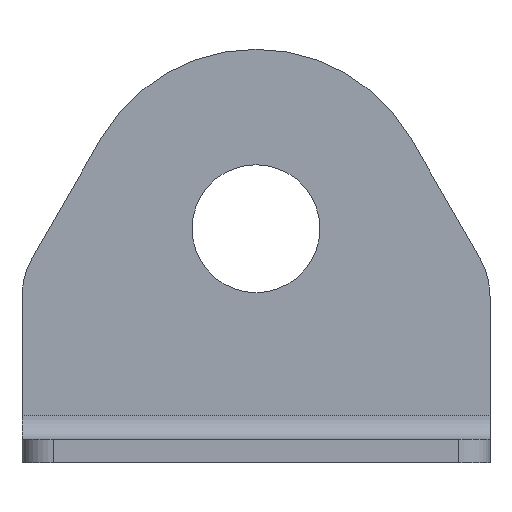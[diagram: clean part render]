
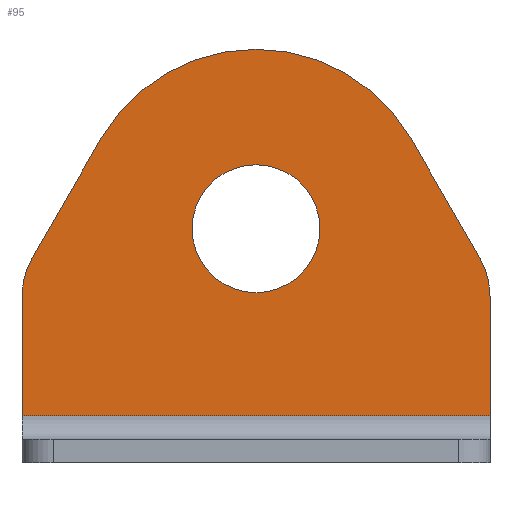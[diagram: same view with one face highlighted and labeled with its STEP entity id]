
A CAD part, front view. The second image highlights one B-rep face of the part: STEP entity #95.
In plain terms, the highlighted planar face has unit normal (0, -1, 0).
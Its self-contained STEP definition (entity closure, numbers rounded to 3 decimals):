
#23 = CARTESIAN_POINT ( 'NONE',  ( 10., 1.75, 9.91 ) ) ;
#29 = FACE_BOUND ( 'NONE', #627, .T. ) ;
#32 = AXIS2_PLACEMENT_3D ( 'NONE', #62, #357, #379 ) ;
#35 = DIRECTION ( 'NONE',  ( 1., 0., 0. ) ) ;
#41 = CARTESIAN_POINT ( 'NONE',  ( 15., 1.75, 2.25 ) ) ;
#50 = VERTEX_POINT ( 'NONE', #562 ) ;
#51 = CARTESIAN_POINT ( 'NONE',  ( -4.1, 1.75, 14.25 ) ) ;
#62 = CARTESIAN_POINT ( 'NONE',  ( 0., 1.75, -1. ) ) ;
#84 = AXIS2_PLACEMENT_3D ( 'NONE', #23, #721, #125 ) ;
#87 = EDGE_CURVE ( 'NONE', #1279, #901, #127, .T. ) ;
#95 = ADVANCED_FACE ( 'NONE', ( #29, #174 ), #1042, .T. ) ;
#99 = AXIS2_PLACEMENT_3D ( 'NONE', #996, #805, #406 ) ;
#125 = DIRECTION ( 'NONE',  ( 1., 0., 0. ) ) ;
#127 = CIRCLE ( 'NONE', #921, 4.1 ) ;
#145 = EDGE_CURVE ( 'NONE', #162, #1212, #1200, .T. ) ;
#146 = CIRCLE ( 'NONE', #369, 4.1 ) ;
#162 = VERTEX_POINT ( 'NONE', #641 ) ;
#163 = VERTEX_POINT ( 'NONE', #564 ) ;
#173 = CARTESIAN_POINT ( 'NONE',  ( 14.33, 1.75, 12.41 ) ) ;
#174 = FACE_OUTER_BOUND ( 'NONE', #1276, .T. ) ;
#198 = VERTEX_POINT ( 'NONE', #323 ) ;
#219 = CARTESIAN_POINT ( 'NONE',  ( 16.554, 1.75, 8.558 ) ) ;
#230 = CARTESIAN_POINT ( 'NONE',  ( 0., 1.75, 14.25 ) ) ;
#236 = ORIENTED_EDGE ( 'NONE', *, *, #931, .T. ) ;
#257 = ORIENTED_EDGE ( 'NONE', *, *, #532, .F. ) ;
#302 = LINE ( 'NONE', #949, #1180 ) ;
#316 = DIRECTION ( 'NONE',  ( 0.5, 0., -0.866 ) ) ;
#323 = CARTESIAN_POINT ( 'NONE',  ( -14.33, 1.75, 12.41 ) ) ;
#325 = DIRECTION ( 'NONE',  ( 1., 0., 0. ) ) ;
#328 = CARTESIAN_POINT ( 'NONE',  ( 15., 1.75, -27.75 ) ) ;
#339 = ORIENTED_EDGE ( 'NONE', *, *, #714, .T. ) ;
#357 = DIRECTION ( 'NONE',  ( 0., -1., 0. ) ) ;
#369 = AXIS2_PLACEMENT_3D ( 'NONE', #230, #906, #325 ) ;
#372 = EDGE_CURVE ( 'NONE', #50, #392, #403, .T. ) ;
#379 = DIRECTION ( 'NONE',  ( 1., 0., 0. ) ) ;
#392 = VERTEX_POINT ( 'NONE', #41 ) ;
#399 = ORIENTED_EDGE ( 'NONE', *, *, #692, .T. ) ;
#403 = LINE ( 'NONE', #631, #1235 ) ;
#406 = DIRECTION ( 'NONE',  ( 1., 0., 0. ) ) ;
#436 = EDGE_CURVE ( 'NONE', #163, #50, #594, .T. ) ;
#496 = VERTEX_POINT ( 'NONE', #173 ) ;
#532 = EDGE_CURVE ( 'NONE', #198, #162, #302, .T. ) ;
#534 = CARTESIAN_POINT ( 'NONE',  ( 15., 1.75, 9.91 ) ) ;
#555 = DIRECTION ( 'NONE',  ( 0., -1., 0. ) ) ;
#562 = CARTESIAN_POINT ( 'NONE',  ( -15., 1.75, 2.25 ) ) ;
#564 = CARTESIAN_POINT ( 'NONE',  ( -15., 1.75, 9.91 ) ) ;
#585 = ORIENTED_EDGE ( 'NONE', *, *, #673, .F. ) ;
#594 = LINE ( 'NONE', #1034, #669 ) ;
#627 = EDGE_LOOP ( 'NONE', ( #1065, #585 ) ) ;
#629 = LINE ( 'NONE', #219, #994 ) ;
#630 = VECTOR ( 'NONE', #1003, 1000. ) ;
#631 = CARTESIAN_POINT ( 'NONE',  ( 0., 1.75, 2.25 ) ) ;
#640 = DIRECTION ( 'NONE',  ( 0., 0., -1. ) ) ;
#641 = CARTESIAN_POINT ( 'NONE',  ( -9.943, 1.75, 20.01 ) ) ;
#665 = DIRECTION ( 'NONE',  ( 1., 0., 0. ) ) ;
#669 = VECTOR ( 'NONE', #640, 1000. ) ;
#673 = EDGE_CURVE ( 'NONE', #901, #1279, #146, .T. ) ;
#692 = EDGE_CURVE ( 'NONE', #824, #496, #1071, .T. ) ;
#714 = EDGE_CURVE ( 'NONE', #392, #824, #796, .T. ) ;
#721 = DIRECTION ( 'NONE',  ( 0., -1., 0. ) ) ;
#750 = CARTESIAN_POINT ( 'NONE',  ( 0., 1.75, 14.25 ) ) ;
#759 = ORIENTED_EDGE ( 'NONE', *, *, #145, .F. ) ;
#796 = LINE ( 'NONE', #328, #630 ) ;
#805 = DIRECTION ( 'NONE',  ( 0., 1., 0. ) ) ;
#806 = ORIENTED_EDGE ( 'NONE', *, *, #1013, .F. ) ;
#818 = CARTESIAN_POINT ( 'NONE',  ( 9.943, 1.75, 20.01 ) ) ;
#824 = VERTEX_POINT ( 'NONE', #534 ) ;
#901 = VERTEX_POINT ( 'NONE', #51 ) ;
#906 = DIRECTION ( 'NONE',  ( 0., -1., 0. ) ) ;
#915 = ORIENTED_EDGE ( 'NONE', *, *, #372, .T. ) ;
#921 = AXIS2_PLACEMENT_3D ( 'NONE', #750, #1248, #665 ) ;
#931 = EDGE_CURVE ( 'NONE', #198, #163, #1157, .T. ) ;
#933 = CARTESIAN_POINT ( 'NONE',  ( 4.1, 1.75, 14.25 ) ) ;
#949 = CARTESIAN_POINT ( 'NONE',  ( -16.554, 1.75, 8.558 ) ) ;
#959 = DIRECTION ( 'NONE',  ( 0.5, 0., 0.866 ) ) ;
#994 = VECTOR ( 'NONE', #316, 1000. ) ;
#996 = CARTESIAN_POINT ( 'NONE',  ( 0., 1.75, 14.269 ) ) ;
#1003 = DIRECTION ( 'NONE',  ( 0., 0., 1. ) ) ;
#1013 = EDGE_CURVE ( 'NONE', #1212, #496, #629, .T. ) ;
#1034 = CARTESIAN_POINT ( 'NONE',  ( -15., 1.75, -27.75 ) ) ;
#1042 = PLANE ( 'NONE',  #32 ) ;
#1065 = ORIENTED_EDGE ( 'NONE', *, *, #87, .F. ) ;
#1071 = CIRCLE ( 'NONE', #84, 5. ) ;
#1139 = CARTESIAN_POINT ( 'NONE',  ( -10., 1.75, 9.91 ) ) ;
#1157 = CIRCLE ( 'NONE', #1213, 5. ) ;
#1180 = VECTOR ( 'NONE', #959, 1000. ) ;
#1200 = CIRCLE ( 'NONE', #99, 11.481 ) ;
#1212 = VERTEX_POINT ( 'NONE', #818 ) ;
#1213 = AXIS2_PLACEMENT_3D ( 'NONE', #1139, #555, #1252 ) ;
#1235 = VECTOR ( 'NONE', #35, 1000. ) ;
#1248 = DIRECTION ( 'NONE',  ( 0., -1., 0. ) ) ;
#1252 = DIRECTION ( 'NONE',  ( 1., 0., 0. ) ) ;
#1276 = EDGE_LOOP ( 'NONE', ( #1281, #915, #339, #399, #806, #759, #257, #236 ) ) ;
#1279 = VERTEX_POINT ( 'NONE', #933 ) ;
#1281 = ORIENTED_EDGE ( 'NONE', *, *, #436, .T. ) ;
